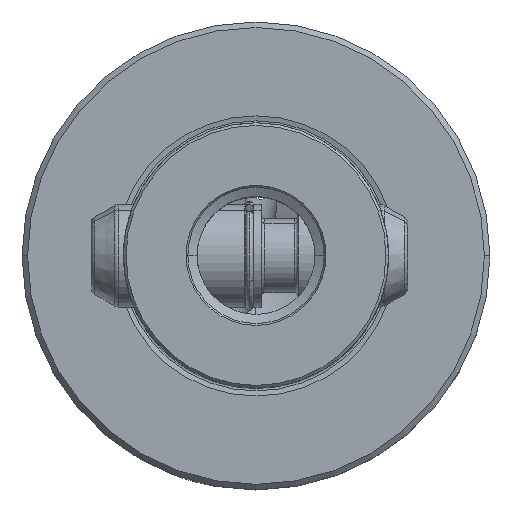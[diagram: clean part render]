
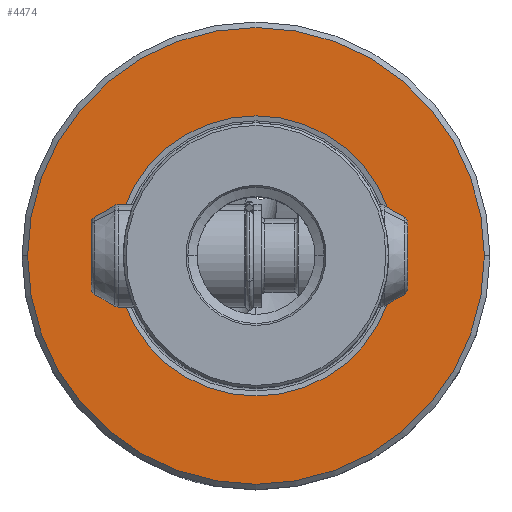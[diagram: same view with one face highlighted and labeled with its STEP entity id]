
A CAD part, top view. The second image highlights one B-rep face of the part: STEP entity #4474.
In plain terms, the highlighted planar face has unit normal (0, 0, 1).
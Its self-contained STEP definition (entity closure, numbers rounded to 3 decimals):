
#4116=VERTEX_POINT('NONE',#10699);
#4474=ADVANCED_FACE('NONE',(#11101,#11102),#11103,.T.);
#4526=EDGE_CURVE('NONE',#5812,#4116,#11161,.T.);
#5018=VERTEX_POINT('NONE',#11703);
#5260=VERTEX_POINT('NONE',#11965);
#5812=VERTEX_POINT('NONE',#12568);
#7016=EDGE_CURVE('NONE',#4116,#5812,#13885,.T.);
#7790=EDGE_CURVE('NONE',#5260,#5018,#14757,.F.);
#8094=EDGE_CURVE('NONE',#5018,#5260,#15092,.F.);
#10699=CARTESIAN_POINT('',(31.0,0.,0.0));
#11101=FACE_OUTER_BOUND('',#19489,.T.);
#11102=FACE_BOUND('',#19490,.T.);
#11103=PLANE('',#19491);
#11161=CIRCLE('',#19575,31.0);
#11703=CARTESIAN_POINT('',(-19.012,0.,0.0));
#11965=CARTESIAN_POINT('',(19.012,0.,0.0));
#12568=CARTESIAN_POINT('',(-31.0,0.,0.0));
#13885=CIRCLE('',#24819,31.0);
#14757=CIRCLE('',#26433,19.012);
#15092=CIRCLE('',#27123,19.012);
#19489=EDGE_LOOP('',(#32259,#32260));
#19490=EDGE_LOOP('',(#32261,#32262));
#19491=AXIS2_PLACEMENT_3D('',#32263,#32264,#32265);
#19575=AXIS2_PLACEMENT_3D('',#32340,#32341,#32342);
#24819=AXIS2_PLACEMENT_3D('',#35368,#35369,#35370);
#26433=AXIS2_PLACEMENT_3D('',#36451,#36452,#36453);
#27123=AXIS2_PLACEMENT_3D('',#36853,#36854,#36855);
#32259=ORIENTED_EDGE('',*,*,#4526,.F.);
#32260=ORIENTED_EDGE('',*,*,#7016,.F.);
#32261=ORIENTED_EDGE('',*,*,#7790,.F.);
#32262=ORIENTED_EDGE('',*,*,#8094,.F.);
#32263=CARTESIAN_POINT('',(-18.0,0.0,0.0));
#32264=DIRECTION('',(-0.0,0.0,1.0));
#32265=DIRECTION('',(0.0,1.0,0.0));
#32340=CARTESIAN_POINT('',(0.0,0.0,0.0));
#32341=DIRECTION('',(0.0,0.0,-1.0));
#32342=DIRECTION('',(-1.0,0.,0.0));
#35368=CARTESIAN_POINT('',(0.0,0.0,0.0));
#35369=DIRECTION('',(0.0,0.0,-1.0));
#35370=DIRECTION('',(-1.0,0.,0.0));
#36451=CARTESIAN_POINT('',(0.0,0.0,0.0));
#36452=DIRECTION('',(0.0,0.0,-1.0));
#36453=DIRECTION('',(1.0,0.,0.0));
#36853=CARTESIAN_POINT('',(0.0,0.0,0.0));
#36854=DIRECTION('',(0.0,0.0,-1.0));
#36855=DIRECTION('',(1.0,0.,0.0));
